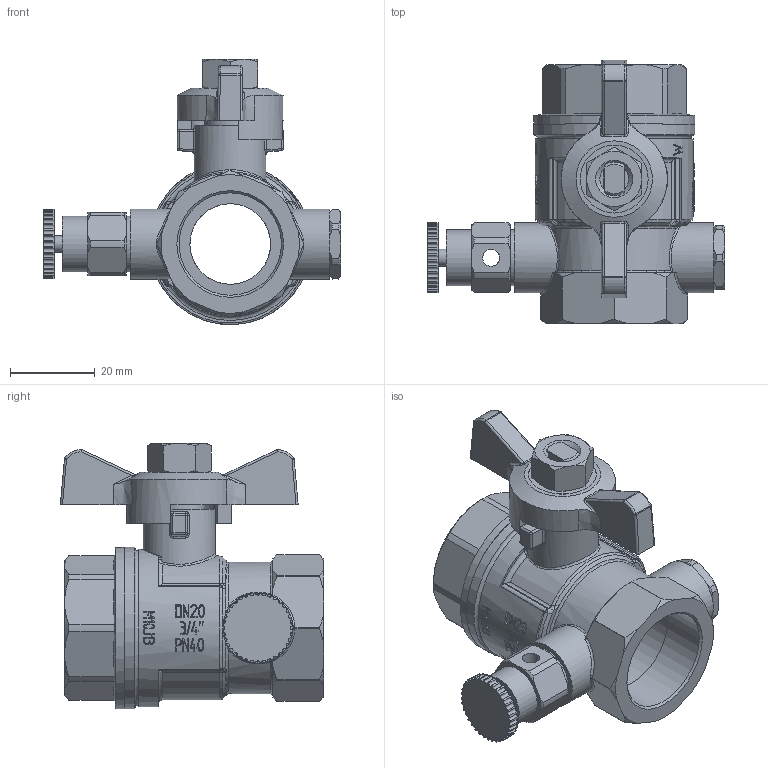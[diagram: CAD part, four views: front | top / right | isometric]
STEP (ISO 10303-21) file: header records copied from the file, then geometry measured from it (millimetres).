
FILE_DESCRIPTION(/* description */ ('Unknown'),/* implementation_level */ '2;1');
FILE_NAME(/* name */ '7046-05',/* time_stamp */ '2023-03-01T08:34:53+01:00',/* author */ ('Unknown'),/* organization */ ('Unknown'),/* preprocessor_version */ 'ST-DEVELOPER v16.7',/* originating_system */ 'Solid Edge',/* authorisation */ 'Unknown');
FILE_SCHEMA (('AUTOMOTIVE_DESIGN {1 0 10303 214 3 1 1}'));
Length unit declared in the file: millimetre
Products named in the file (11): 7046-05; Flügelgriff 1_4 - 3_4; 2.147.020; 600-04_Spindel; 600-04_Stopfbuchse; 2.147.020_Einschraubteil; 2.147.020_Körper; Blindstopfen 1_4 ; Entlüftungs-Stopfen 1_4 ; 600-1_2-Mutter
Assembly tree (10 placements, depth 4):
  7046-05
    Flügelgriff 1_4 - 3_4
    2.147.020
      600-04_Spindel
        600-04_Stopfbuchse
        600-04_Spindel
      2.147.020_Einschraubteil
      2.147.020_Körper
      Blindstopfen 1_4 
      Entlüftungs-Stopfen 1_4 
    600-1_2-Mutter
Bounding box: 70 x 62 x 62.5 mm (x, y, z)
Volume: 37603 mm3; surface area: 27847 mm2
Topology: 8 solids, 8 shells, 854 faces, 2224 edges, 1435 vertices
Faces by surface type: plane 282, cylinder 241, bspline 206, cone 87, sphere 24, torus 14
Full cylindrical faces by diameter (mm): 4 x2, 5 x2, 6.6 x1, 6.75 x1, 8.9 x2, 9 x2, 9.1 x1, 9.3 x1, 10.5 x1, 10.8 x1, 11.445 x2, 12 x1, 12.376 x1, 13.157 x3, 14 x3, 16 x1, 16.5 x2, 17 x1, 18.5 x1, 19 x2, 24.117 x4, 27 x2, 31.376 x2, 33 x1, 33.5 x1, 37.2 x1, 38 x2
Entity records: 39857 total; most frequent: CARTESIAN_POINT 16707, ORIENTED_EDGE 4202, DIRECTION 2826, EDGE_CURVE 2101, VERTEX_POINT 1399, AXIS2_PLACEMENT_3D 1235, B_SPLINE_CURVE_WITH_KNOTS 1169, EDGE_LOOP 1010
